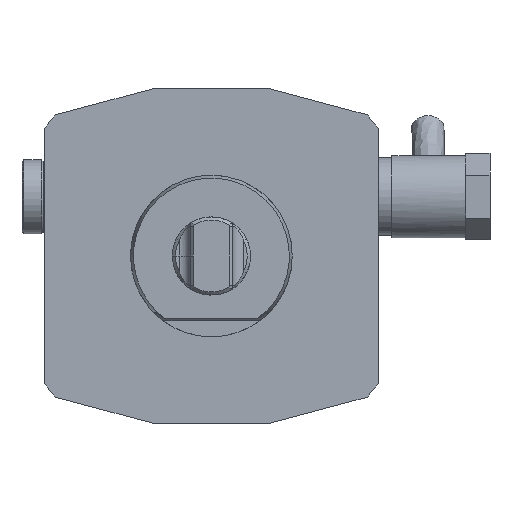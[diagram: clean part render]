
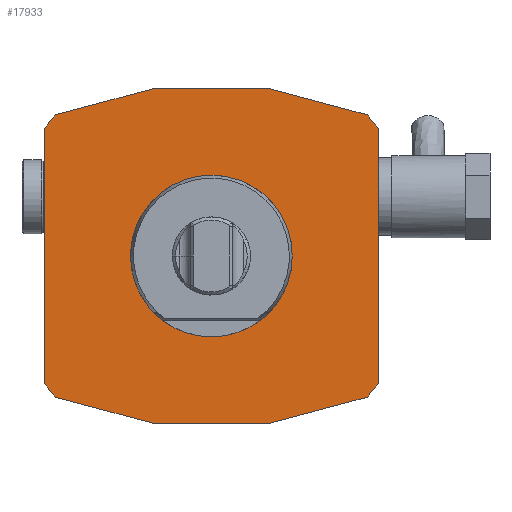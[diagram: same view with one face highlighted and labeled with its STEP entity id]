
A CAD part, front view. The second image highlights one B-rep face of the part: STEP entity #17933.
In plain terms, the highlighted planar face has unit normal (0, -1, 0).
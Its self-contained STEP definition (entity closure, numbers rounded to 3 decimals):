
#527 = ORIENTED_EDGE ( 'NONE', *, *, #27225, .F. ) ;
#1115 = VERTEX_POINT ( 'NONE', #15668 ) ;
#1408 = EDGE_CURVE ( 'NONE', #11150, #16061, #24104, .T. ) ;
#1680 = DIRECTION ( 'NONE',  ( 1., 0., 0. ) ) ;
#3308 = LINE ( 'NONE', #23425, #26265 ) ;
#3352 = CARTESIAN_POINT ( 'NONE',  ( 11., 0., 31. ) ) ;
#4075 = LINE ( 'NONE', #8540, #18709 ) ;
#4317 = VERTEX_POINT ( 'NONE', #19634 ) ;
#4496 = ORIENTED_EDGE ( 'NONE', *, *, #23008, .F. ) ;
#4514 = ORIENTED_EDGE ( 'NONE', *, *, #24885, .T. ) ;
#4697 = LINE ( 'NONE', #5001, #7782 ) ;
#4847 = DIRECTION ( 'NONE',  ( 0., 0., 1. ) ) ;
#5001 = CARTESIAN_POINT ( 'NONE',  ( -31., 0., 39. ) ) ;
#5207 = VECTOR ( 'NONE', #27053, 1000. ) ;
#5259 = ORIENTED_EDGE ( 'NONE', *, *, #11068, .F. ) ;
#5705 = VERTEX_POINT ( 'NONE', #24124 ) ;
#6307 = CARTESIAN_POINT ( 'NONE',  ( 0., 0., -14.657 ) ) ;
#6521 = CIRCLE ( 'NONE', #15711, 39. ) ;
#6522 = ORIENTED_EDGE ( 'NONE', *, *, #11779, .F. ) ;
#6607 = LINE ( 'NONE', #13083, #22144 ) ;
#7782 = VECTOR ( 'NONE', #4847, 1000. ) ;
#7789 = CARTESIAN_POINT ( 'NONE',  ( 0., 0., 39. ) ) ;
#7790 = EDGE_LOOP ( 'NONE', ( #6522 ) ) ;
#7870 = CARTESIAN_POINT ( 'NONE',  ( 0., 0., 0. ) ) ;
#8262 = DIRECTION ( 'NONE',  ( 1., 0., 0. ) ) ;
#8340 = DIRECTION ( 'NONE',  ( 0., -1., 0. ) ) ;
#8353 = PLANE ( 'NONE',  #16707 ) ;
#8459 = VERTEX_POINT ( 'NONE', #18494 ) ;
#8540 = CARTESIAN_POINT ( 'NONE',  ( -18.237, 0., -29.061 ) ) ;
#8620 = CARTESIAN_POINT ( 'NONE',  ( -31., 0., 23.664 ) ) ;
#8870 = VERTEX_POINT ( 'NONE', #25753 ) ;
#9247 = ORIENTED_EDGE ( 'NONE', *, *, #28257, .F. ) ;
#9511 = CARTESIAN_POINT ( 'NONE',  ( 28.881, 0., -26.209 ) ) ;
#9628 = CARTESIAN_POINT ( 'NONE',  ( 31., 0., -23.664 ) ) ;
#10132 = DIRECTION ( 'NONE',  ( 0., -1., 0. ) ) ;
#10191 = CIRCLE ( 'NONE', #26229, 39. ) ;
#10415 = DIRECTION ( 'NONE',  ( 0., -1., 0. ) ) ;
#10441 = DIRECTION ( 'NONE',  ( 0.966, 0., -0.259 ) ) ;
#10599 = VERTEX_POINT ( 'NONE', #8620 ) ;
#10887 = AXIS2_PLACEMENT_3D ( 'NONE', #7870, #18827, #1680 ) ;
#11042 = VERTEX_POINT ( 'NONE', #17406 ) ;
#11068 = EDGE_CURVE ( 'NONE', #1115, #24476, #6607, .T. ) ;
#11128 = LINE ( 'NONE', #17595, #19502 ) ;
#11150 = VERTEX_POINT ( 'NONE', #24862 ) ;
#11486 = CARTESIAN_POINT ( 'NONE',  ( 31., 0., 39. ) ) ;
#11608 = EDGE_LOOP ( 'NONE', ( #13587, #20648, #4496, #27207, #9247, #4514, #17370, #23031, #14163, #5259, #527, #13436 ) ) ;
#11779 = EDGE_CURVE ( 'NONE', #23714, #23714, #23585, .T. ) ;
#12528 = DIRECTION ( 'NONE',  ( -1., 0., 0. ) ) ;
#13083 = CARTESIAN_POINT ( 'NONE',  ( 0., 0., 31. ) ) ;
#13088 = EDGE_CURVE ( 'NONE', #11150, #8459, #10191, .T. ) ;
#13355 = EDGE_CURVE ( 'NONE', #5705, #4317, #6521, .T. ) ;
#13436 = ORIENTED_EDGE ( 'NONE', *, *, #17350, .T. ) ;
#13587 = ORIENTED_EDGE ( 'NONE', *, *, #20081, .F. ) ;
#13936 = DIRECTION ( 'NONE',  ( 1., 0., 0. ) ) ;
#14163 = ORIENTED_EDGE ( 'NONE', *, *, #21695, .F. ) ;
#14559 = VERTEX_POINT ( 'NONE', #9511 ) ;
#14682 = FACE_OUTER_BOUND ( 'NONE', #11608, .T. ) ;
#14824 = FACE_BOUND ( 'NONE', #7790, .T. ) ;
#14894 = CARTESIAN_POINT ( 'NONE',  ( -1.263, 0., 34.286 ) ) ;
#15668 = CARTESIAN_POINT ( 'NONE',  ( -11., 0., 31. ) ) ;
#15711 = AXIS2_PLACEMENT_3D ( 'NONE', #20290, #27301, #13936 ) ;
#16061 = VERTEX_POINT ( 'NONE', #9628 ) ;
#16707 = AXIS2_PLACEMENT_3D ( 'NONE', #7789, #23452, #12528 ) ;
#16825 = DIRECTION ( 'NONE',  ( 1., 0., 0. ) ) ;
#17221 = AXIS2_PLACEMENT_3D ( 'NONE', #25354, #10415, #8262 ) ;
#17350 = EDGE_CURVE ( 'NONE', #26968, #10599, #18651, .T. ) ;
#17370 = ORIENTED_EDGE ( 'NONE', *, *, #1408, .F. ) ;
#17406 = CARTESIAN_POINT ( 'NONE',  ( -11., 0., -31. ) ) ;
#17595 = CARTESIAN_POINT ( 'NONE',  ( 18.237, 0., -29.061 ) ) ;
#17933 = ADVANCED_FACE ( 'Defeature completata1_36', ( #14682, #14824 ), #8353, .F. ) ;
#18317 = LINE ( 'NONE', #24594, #5207 ) ;
#18494 = CARTESIAN_POINT ( 'NONE',  ( 28.881, 0., 26.209 ) ) ;
#18651 = CIRCLE ( 'NONE', #17221, 39. ) ;
#18709 = VECTOR ( 'NONE', #21610, 1000. ) ;
#18827 = DIRECTION ( 'NONE',  ( 0., -1., 0. ) ) ;
#19163 = CIRCLE ( 'NONE', #10887, 39. ) ;
#19250 = EDGE_CURVE ( 'NONE', #8870, #11042, #18317, .T. ) ;
#19502 = VECTOR ( 'NONE', #26054, 1000. ) ;
#19634 = CARTESIAN_POINT ( 'NONE',  ( -28.881, 0., -26.209 ) ) ;
#19979 = DIRECTION ( 'NONE',  ( 0., 0., -1. ) ) ;
#20081 = EDGE_CURVE ( 'NONE', #5705, #10599, #4697, .T. ) ;
#20290 = CARTESIAN_POINT ( 'NONE',  ( 0., 0., 0. ) ) ;
#20648 = ORIENTED_EDGE ( 'NONE', *, *, #13355, .T. ) ;
#20855 = DIRECTION ( 'NONE',  ( 0.966, 0., 0.259 ) ) ;
#21610 = DIRECTION ( 'NONE',  ( -0.966, 0., 0.259 ) ) ;
#21637 = LINE ( 'NONE', #14894, #22546 ) ;
#21695 = EDGE_CURVE ( 'NONE', #24476, #8459, #21637, .T. ) ;
#21731 = AXIS2_PLACEMENT_3D ( 'NONE', #23347, #10132, #25464 ) ;
#21846 = DIRECTION ( 'NONE',  ( 1., 0., 0. ) ) ;
#22144 = VECTOR ( 'NONE', #21846, 1000. ) ;
#22546 = VECTOR ( 'NONE', #10441, 1000. ) ;
#22547 = VECTOR ( 'NONE', #19979, 1000. ) ;
#23008 = EDGE_CURVE ( 'NONE', #11042, #4317, #4075, .T. ) ;
#23031 = ORIENTED_EDGE ( 'NONE', *, *, #13088, .T. ) ;
#23314 = CARTESIAN_POINT ( 'NONE',  ( -28.881, 0., 26.209 ) ) ;
#23347 = CARTESIAN_POINT ( 'NONE',  ( 0., 0., 0. ) ) ;
#23425 = CARTESIAN_POINT ( 'NONE',  ( 1.263, 0., 34.286 ) ) ;
#23452 = DIRECTION ( 'NONE',  ( 0., 1., 0. ) ) ;
#23585 = CIRCLE ( 'NONE', #21731, 14.657 ) ;
#23714 = VERTEX_POINT ( 'NONE', #6307 ) ;
#24104 = LINE ( 'NONE', #11486, #22547 ) ;
#24124 = CARTESIAN_POINT ( 'NONE',  ( -31., 0., -23.664 ) ) ;
#24476 = VERTEX_POINT ( 'NONE', #3352 ) ;
#24594 = CARTESIAN_POINT ( 'NONE',  ( 0., 0., -31. ) ) ;
#24862 = CARTESIAN_POINT ( 'NONE',  ( 31., 0., 23.664 ) ) ;
#24885 = EDGE_CURVE ( 'NONE', #14559, #16061, #19163, .T. ) ;
#25354 = CARTESIAN_POINT ( 'NONE',  ( 0., 0., 0. ) ) ;
#25423 = CARTESIAN_POINT ( 'NONE',  ( 0., 0., 0. ) ) ;
#25464 = DIRECTION ( 'NONE',  ( 0., 0., -1. ) ) ;
#25753 = CARTESIAN_POINT ( 'NONE',  ( 11., 0., -31. ) ) ;
#26054 = DIRECTION ( 'NONE',  ( -0.966, 0., -0.259 ) ) ;
#26229 = AXIS2_PLACEMENT_3D ( 'NONE', #25423, #8340, #16825 ) ;
#26265 = VECTOR ( 'NONE', #20855, 1000. ) ;
#26968 = VERTEX_POINT ( 'NONE', #23314 ) ;
#27053 = DIRECTION ( 'NONE',  ( -1., 0., 0. ) ) ;
#27207 = ORIENTED_EDGE ( 'NONE', *, *, #19250, .F. ) ;
#27225 = EDGE_CURVE ( 'NONE', #26968, #1115, #3308, .T. ) ;
#27301 = DIRECTION ( 'NONE',  ( 0., -1., 0. ) ) ;
#28257 = EDGE_CURVE ( 'NONE', #14559, #8870, #11128, .T. ) ;
